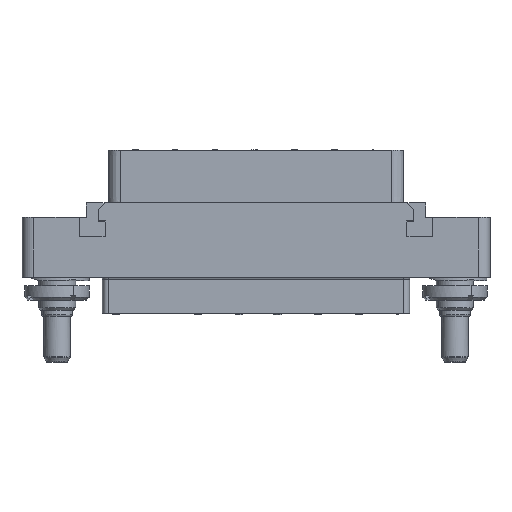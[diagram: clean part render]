
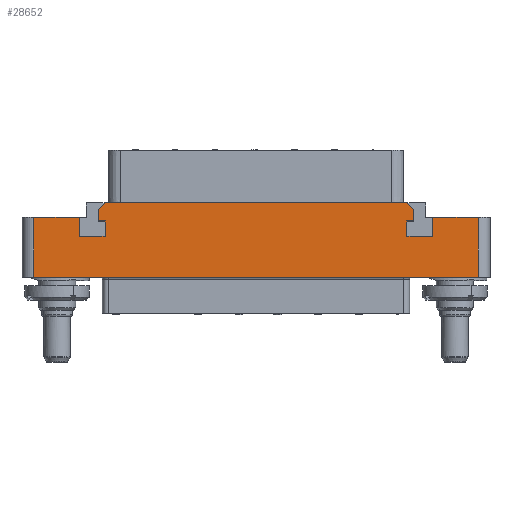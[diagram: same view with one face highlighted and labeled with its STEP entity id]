
A CAD part, top view. The second image highlights one B-rep face of the part: STEP entity #28652.
In plain terms, the highlighted planar face has unit normal (0, 0, 1).
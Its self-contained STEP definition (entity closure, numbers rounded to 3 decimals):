
#1=DIRECTION('',(-1.,0.,0.));
#2=VECTOR('',#1,76.);
#3=CARTESIAN_POINT('',(38.,0.,7.));
#4=LINE('',#3,#2);
#5=DIRECTION('',(1.,0.,0.));
#6=VECTOR('',#5,7.8);
#7=CARTESIAN_POINT('',(-38.,10.25,7.));
#8=LINE('',#7,#6);
#9=DIRECTION('',(0.,-1.,0.));
#10=VECTOR('',#9,3.2);
#11=CARTESIAN_POINT('',(-30.2,10.25,7.));
#12=LINE('',#11,#10);
#13=DIRECTION('',(1.,0.,0.));
#14=VECTOR('',#13,4.4);
#15=CARTESIAN_POINT('',(-30.2,7.05,7.));
#16=LINE('',#15,#14);
#17=DIRECTION('',(0.,1.,0.));
#18=VECTOR('',#17,2.6);
#19=CARTESIAN_POINT('',(-25.8,7.05,7.));
#20=LINE('',#19,#18);
#21=DIRECTION('',(-1.,0.,0.));
#22=VECTOR('',#21,1.2);
#23=CARTESIAN_POINT('',(-25.8,9.65,7.));
#24=LINE('',#23,#22);
#25=DIRECTION('',(0.,-1.,0.));
#26=VECTOR('',#25,1.9);
#27=CARTESIAN_POINT('',(-27.,11.55,7.));
#28=LINE('',#27,#26);
#29=DIRECTION('',(1.,0.,0.));
#30=VECTOR('',#29,51.6);
#31=CARTESIAN_POINT('',(-25.8,12.75,7.));
#32=LINE('',#31,#30);
#33=DIRECTION('',(0.,-1.,0.));
#34=VECTOR('',#33,1.9);
#35=CARTESIAN_POINT('',(27.,11.55,7.));
#36=LINE('',#35,#34);
#37=DIRECTION('',(-1.,0.,0.));
#38=VECTOR('',#37,1.2);
#39=CARTESIAN_POINT('',(27.,9.65,7.));
#40=LINE('',#39,#38);
#41=DIRECTION('',(0.,-1.,0.));
#42=VECTOR('',#41,2.6);
#43=CARTESIAN_POINT('',(25.8,9.65,7.));
#44=LINE('',#43,#42);
#45=DIRECTION('',(1.,0.,0.));
#46=VECTOR('',#45,4.4);
#47=CARTESIAN_POINT('',(25.8,7.05,7.));
#48=LINE('',#47,#46);
#49=DIRECTION('',(0.,1.,0.));
#50=VECTOR('',#49,3.2);
#51=CARTESIAN_POINT('',(30.2,7.05,7.));
#52=LINE('',#51,#50);
#53=DIRECTION('',(1.,0.,0.));
#54=VECTOR('',#53,7.8);
#55=CARTESIAN_POINT('',(30.2,10.25,7.));
#56=LINE('',#55,#54);
#57=DIRECTION('',(0.,1.,0.));
#58=VECTOR('',#57,10.25);
#59=CARTESIAN_POINT('',(38.,0.,7.));
#60=LINE('',#59,#58);
#803=DIRECTION('',(0.707,-0.707,0.));
#804=VECTOR('',#803,1.697);
#805=CARTESIAN_POINT('',(25.8,12.75,7.));
#806=LINE('',#805,#804);
#827=DIRECTION('',(-0.707,-0.707,0.));
#828=VECTOR('',#827,1.697);
#829=CARTESIAN_POINT('',(-25.8,12.75,7.));
#830=LINE('',#829,#828);
#1387=DIRECTION('',(0.,-1.,0.));
#1388=VECTOR('',#1387,10.25);
#1389=CARTESIAN_POINT('',(-38.,10.25,7.));
#1390=LINE('',#1389,#1388);
#23336=CARTESIAN_POINT('',(-30.2,10.25,7.));
#23337=CARTESIAN_POINT('',(-30.2,7.05,7.));
#23338=VERTEX_POINT('',#23336);
#23339=VERTEX_POINT('',#23337);
#23340=CARTESIAN_POINT('',(-25.8,7.05,7.));
#23341=VERTEX_POINT('',#23340);
#23342=CARTESIAN_POINT('',(-25.8,9.65,7.));
#23343=VERTEX_POINT('',#23342);
#23344=CARTESIAN_POINT('',(-27.,9.65,7.));
#23345=VERTEX_POINT('',#23344);
#23346=CARTESIAN_POINT('',(27.,9.65,7.));
#23347=CARTESIAN_POINT('',(25.8,9.65,7.));
#23348=VERTEX_POINT('',#23346);
#23349=VERTEX_POINT('',#23347);
#23350=CARTESIAN_POINT('',(25.8,7.05,7.));
#23351=VERTEX_POINT('',#23350);
#23352=CARTESIAN_POINT('',(30.2,7.05,7.));
#23353=VERTEX_POINT('',#23352);
#23354=CARTESIAN_POINT('',(30.2,10.25,7.));
#23355=VERTEX_POINT('',#23354);
#23360=CARTESIAN_POINT('',(-25.8,12.75,7.));
#23362=VERTEX_POINT('',#23360);
#23364=CARTESIAN_POINT('',(-27.,11.55,7.));
#23366=VERTEX_POINT('',#23364);
#23368=CARTESIAN_POINT('',(25.8,12.75,7.));
#23370=VERTEX_POINT('',#23368);
#23372=CARTESIAN_POINT('',(27.,11.55,7.));
#23374=VERTEX_POINT('',#23372);
#23464=CARTESIAN_POINT('',(38.,0.,7.));
#23465=CARTESIAN_POINT('',(38.,10.25,7.));
#23466=VERTEX_POINT('',#23464);
#23467=VERTEX_POINT('',#23465);
#23472=CARTESIAN_POINT('',(-38.,10.25,7.));
#23473=CARTESIAN_POINT('',(-38.,0.,7.));
#23474=VERTEX_POINT('',#23472);
#23475=VERTEX_POINT('',#23473);
#28609=CARTESIAN_POINT('',(0.,0.,7.));
#28610=DIRECTION('',(0.,0.,-1.));
#28611=DIRECTION('',(-1.,0.,0.));
#28612=AXIS2_PLACEMENT_3D('',#28609,#28610,#28611);
#28613=PLANE('',#28612);
#28615=ORIENTED_EDGE('',*,*,#28614,.F.);
#28617=ORIENTED_EDGE('',*,*,#28616,.T.);
#28619=ORIENTED_EDGE('',*,*,#28618,.F.);
#28621=ORIENTED_EDGE('',*,*,#28620,.T.);
#28623=ORIENTED_EDGE('',*,*,#28622,.T.);
#28625=ORIENTED_EDGE('',*,*,#28624,.T.);
#28627=ORIENTED_EDGE('',*,*,#28626,.T.);
#28629=ORIENTED_EDGE('',*,*,#28628,.T.);
#28631=ORIENTED_EDGE('',*,*,#28630,.F.);
#28633=ORIENTED_EDGE('',*,*,#28632,.F.);
#28635=ORIENTED_EDGE('',*,*,#28634,.T.);
#28637=ORIENTED_EDGE('',*,*,#28636,.T.);
#28639=ORIENTED_EDGE('',*,*,#28638,.T.);
#28641=ORIENTED_EDGE('',*,*,#28640,.T.);
#28643=ORIENTED_EDGE('',*,*,#28642,.T.);
#28645=ORIENTED_EDGE('',*,*,#28644,.T.);
#28647=ORIENTED_EDGE('',*,*,#28646,.T.);
#28649=ORIENTED_EDGE('',*,*,#28648,.T.);
#28650=EDGE_LOOP('',(#28615,#28617,#28619,#28621,#28623,#28625,#28627,#28629,
#28631,#28633,#28635,#28637,#28639,#28641,#28643,#28645,#28647,#28649));
#28651=FACE_OUTER_BOUND('',#28650,.F.);
#28652=ADVANCED_FACE('',(#28651),#28613,.F.);
#28614=EDGE_CURVE('',#23466,#23467,#60,.T.);
#28616=EDGE_CURVE('',#23466,#23475,#4,.T.);
#28618=EDGE_CURVE('',#23474,#23475,#1390,.T.);
#28620=EDGE_CURVE('',#23474,#23338,#8,.T.);
#28622=EDGE_CURVE('',#23338,#23339,#12,.T.);
#28624=EDGE_CURVE('',#23339,#23341,#16,.T.);
#28626=EDGE_CURVE('',#23341,#23343,#20,.T.);
#28628=EDGE_CURVE('',#23343,#23345,#24,.T.);
#28630=EDGE_CURVE('',#23366,#23345,#28,.T.);
#28632=EDGE_CURVE('',#23362,#23366,#830,.T.);
#28634=EDGE_CURVE('',#23362,#23370,#32,.T.);
#28636=EDGE_CURVE('',#23370,#23374,#806,.T.);
#28638=EDGE_CURVE('',#23374,#23348,#36,.T.);
#28640=EDGE_CURVE('',#23348,#23349,#40,.T.);
#28642=EDGE_CURVE('',#23349,#23351,#44,.T.);
#28644=EDGE_CURVE('',#23351,#23353,#48,.T.);
#28646=EDGE_CURVE('',#23353,#23355,#52,.T.);
#28648=EDGE_CURVE('',#23355,#23467,#56,.T.);
